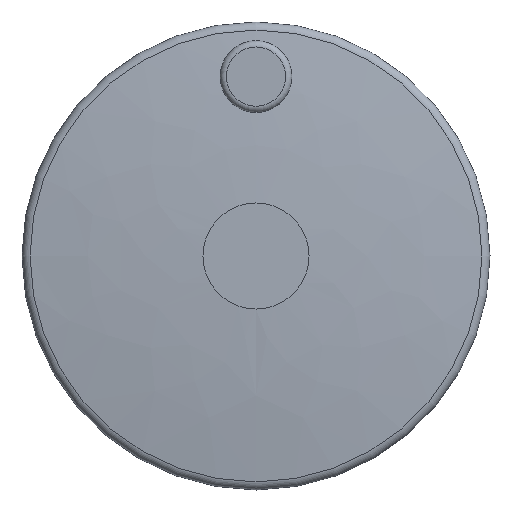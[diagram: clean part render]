
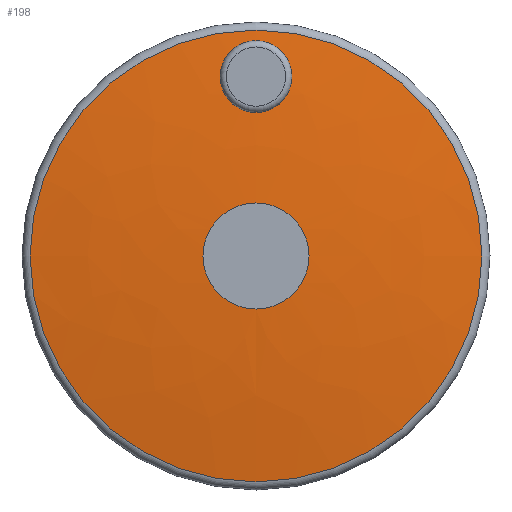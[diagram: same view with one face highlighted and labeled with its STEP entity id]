
A CAD part, left-side view. The second image highlights one B-rep face of the part: STEP entity #198.
In plain terms, the highlighted free-form (B-spline) face has degree [3, 3] with [4, 7] control points.
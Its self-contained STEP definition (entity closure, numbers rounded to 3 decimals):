
#104=(
BOUNDED_SURFACE()
B_SPLINE_SURFACE(3,3,((#1702,#1703,#1704,#1705,#1706,#1707,#1708),(#1709,
#1710,#1711,#1712,#1713,#1714,#1715),(#1716,#1717,#1718,#1719,#1720,#1721,
#1722),(#1723,#1724,#1725,#1726,#1727,#1728,#1729)),.UNSPECIFIED.,.F.,.T.,
.F.)
B_SPLINE_SURFACE_WITH_KNOTS((4,4),(1,3,3,3,1),(0.,1.),(-0.5,0.,0.5,1.,1.5),
.UNSPECIFIED.)
GEOMETRIC_REPRESENTATION_ITEM()
RATIONAL_B_SPLINE_SURFACE(((1.,0.333,0.333,1.,0.333,
0.333,1.),(0.999,0.333,0.333,
0.999,0.333,0.333,0.999),
(0.999,0.333,0.333,0.999,
0.333,0.333,0.999),(1.,0.333,
0.333,1.,0.333,0.333,1.)))
REPRESENTATION_ITEM('')
SURFACE()
);
#120=B_SPLINE_CURVE_WITH_KNOTS('',3,(#1681,#1682,#1683,#1684,#1685,#1686,
#1687,#1688,#1689,#1690,#1691,#1692,#1693,#1694,#1695,#1696,#1697,#1698),
.UNSPECIFIED.,.T.,.F.,(2,2,2,2,2,2,2,2,2,2,2),(-0.125,0.,0.125,0.25,0.375,
0.5,0.625,0.75,0.875,1.,1.125),.UNSPECIFIED.);
#152=FACE_BOUND('',#355,.T.);
#153=FACE_BOUND('',#356,.T.);
#154=FACE_BOUND('',#357,.T.);
#198=ADVANCED_FACE('',(#152,#153,#154),#104,.T.);
#355=EDGE_LOOP('',(#613));
#356=EDGE_LOOP('',(#614));
#357=EDGE_LOOP('',(#615));
#453=CIRCLE('',#1056,72.402);
#454=CIRCLE('',#1058,17.);
#613=ORIENTED_EDGE('',*,*,#893,.T.);
#614=ORIENTED_EDGE('',*,*,#892,.F.);
#615=ORIENTED_EDGE('',*,*,#894,.T.);
#774=VERTEX_POINT('',#1679);
#775=VERTEX_POINT('',#1699);
#776=VERTEX_POINT('',#1701);
#892=EDGE_CURVE('',#774,#774,#453,.T.);
#893=EDGE_CURVE('',#775,#775,#120,.T.);
#894=EDGE_CURVE('',#776,#776,#454,.T.);
#1056=AXIS2_PLACEMENT_3D('',#1678,#1304,#1305);
#1058=AXIS2_PLACEMENT_3D('',#1700,#1308,#1309);
#1304=DIRECTION('',(1.,0.,0.));
#1305=DIRECTION('',(0.,0.,-1.));
#1308=DIRECTION('',(1.,0.,0.));
#1309=DIRECTION('',(0.,0.,-1.));
#1678=CARTESIAN_POINT('',(444.642,210.,0.));
#1679=CARTESIAN_POINT('',(444.642,210.,-72.402));
#1681=CARTESIAN_POINT('',(442.413,202.102,52.868));
#1682=CARTESIAN_POINT('',(442.059,205.375,49.558));
#1683=CARTESIAN_POINT('',(441.957,207.66,48.608));
#1684=CARTESIAN_POINT('',(441.955,212.269,48.59));
#1685=CARTESIAN_POINT('',(442.057,214.577,49.539));
#1686=CARTESIAN_POINT('',(442.403,217.839,52.78));
#1687=CARTESIAN_POINT('',(442.646,218.797,55.048));
#1688=CARTESIAN_POINT('',(443.142,218.817,59.687));
#1689=CARTESIAN_POINT('',(443.386,217.879,61.963));
#1690=CARTESIAN_POINT('',(443.736,214.648,65.232));
#1691=CARTESIAN_POINT('',(443.84,212.349,66.202));
#1692=CARTESIAN_POINT('',(443.842,207.741,66.226));
#1693=CARTESIAN_POINT('',(443.743,205.445,65.296));
#1694=CARTESIAN_POINT('',(443.392,202.144,62.017));
#1695=CARTESIAN_POINT('',(443.148,201.204,59.741));
#1696=CARTESIAN_POINT('',(442.657,201.182,55.157));
#1697=CARTESIAN_POINT('',(442.413,202.102,52.868));
#1698=CARTESIAN_POINT('',(442.059,205.375,49.558));
#1699=CARTESIAN_POINT('',(442.236,203.738,51.213));
#1700=CARTESIAN_POINT('',(440.025,210.,0.));
#1701=CARTESIAN_POINT('',(440.025,210.,-17.));
#1702=CARTESIAN_POINT('',(444.642,210.,-72.402));
#1703=CARTESIAN_POINT('',(444.642,354.804,-72.402));
#1704=CARTESIAN_POINT('',(444.642,354.804,72.402));
#1705=CARTESIAN_POINT('',(444.642,210.,72.402));
#1706=CARTESIAN_POINT('',(444.642,65.196,72.402));
#1707=CARTESIAN_POINT('',(444.642,65.196,-72.402));
#1708=CARTESIAN_POINT('',(444.642,210.,-72.402));
#1709=CARTESIAN_POINT('',(442.156,210.,-54.022));
#1710=CARTESIAN_POINT('',(442.156,318.044,-54.022));
#1711=CARTESIAN_POINT('',(442.156,318.044,54.022));
#1712=CARTESIAN_POINT('',(442.156,210.,54.022));
#1713=CARTESIAN_POINT('',(442.156,101.956,54.022));
#1714=CARTESIAN_POINT('',(442.156,101.956,-54.022));
#1715=CARTESIAN_POINT('',(442.156,210.,-54.022));
#1716=CARTESIAN_POINT('',(440.615,210.,-35.538));
#1717=CARTESIAN_POINT('',(440.615,281.077,-35.538));
#1718=CARTESIAN_POINT('',(440.615,281.077,35.538));
#1719=CARTESIAN_POINT('',(440.615,210.,35.538));
#1720=CARTESIAN_POINT('',(440.615,138.923,35.538));
#1721=CARTESIAN_POINT('',(440.615,138.923,-35.538));
#1722=CARTESIAN_POINT('',(440.615,210.,-35.538));
#1723=CARTESIAN_POINT('',(440.025,210.,-17.));
#1724=CARTESIAN_POINT('',(440.025,244.,-17.));
#1725=CARTESIAN_POINT('',(440.025,244.,17.));
#1726=CARTESIAN_POINT('',(440.025,210.,17.));
#1727=CARTESIAN_POINT('',(440.025,176.,17.));
#1728=CARTESIAN_POINT('',(440.025,176.,-17.));
#1729=CARTESIAN_POINT('',(440.025,210.,-17.));
